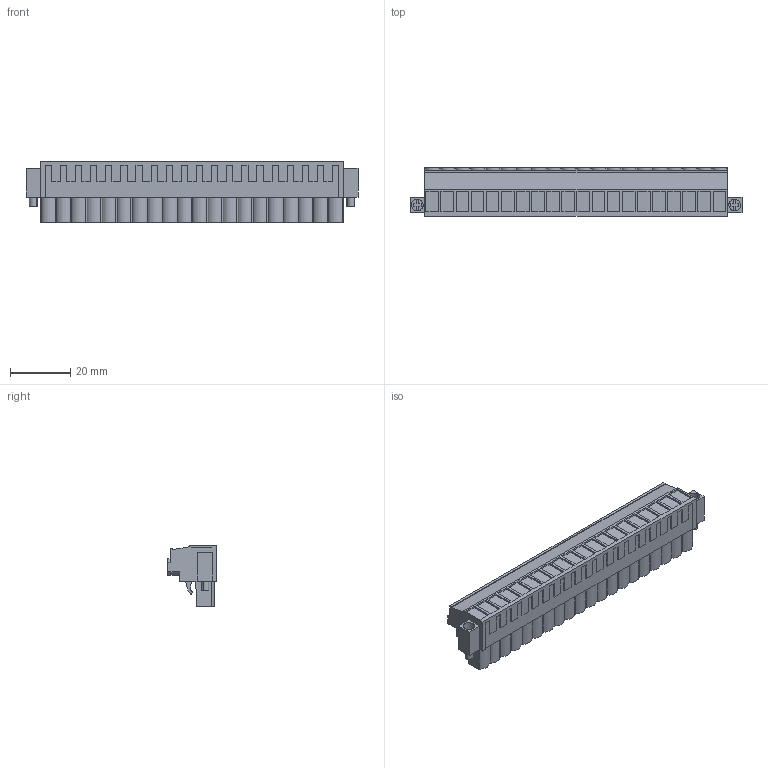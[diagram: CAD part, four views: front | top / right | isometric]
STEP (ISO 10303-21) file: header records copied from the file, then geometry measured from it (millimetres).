
FILE_DESCRIPTION(('CATIA V5 STEP Exchange','CAx-IF Rec.Pracs.--- Model Styling and Organization---1.2---2011-12-15'),'2;1');
FILE_NAME ('D1460356_0_1955850000_1955850000.stp','2017-05-31T12:15:23+00:00',('none'),('Weidmueller'),'CATIA Version 5-6 Release 2014','CATIA V5 STEP AP214','none');
FILE_SCHEMA(('AUTOMOTIVE_DESIGN { 1 0 10303 214 1 1 1 1 }'));
Length unit declared in the file: millimetre
Products named in the file (1): 1955850000
Bounding box: 109.8 x 16.1 x 20.1 mm (x, y, z)
Volume: 20231.3 mm3; surface area: 11247 mm2
Topology: 23 solids, 23 shells, 1304 faces, 3708 edges, 2534 vertices
Faces by surface type: plane 1056, cylinder 248
Entity records: 38660 total; most frequent: ORIENTED_EDGE 7416, CARTESIAN_POINT 6932, DIRECTION 5086, EDGE_CURVE 3708, VECTOR 3084, LINE 3084, VERTEX_POINT 2534, EDGE_LOOP 1392
